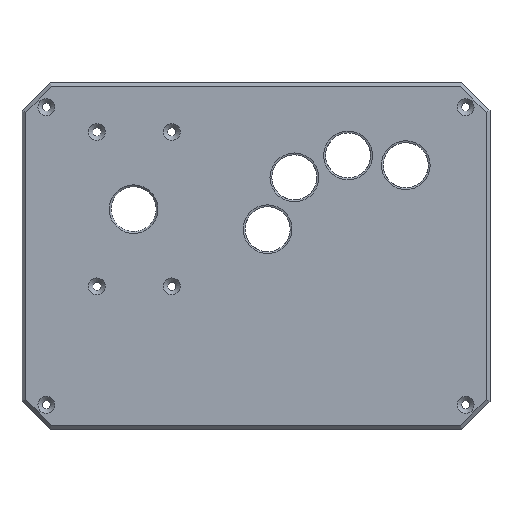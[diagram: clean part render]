
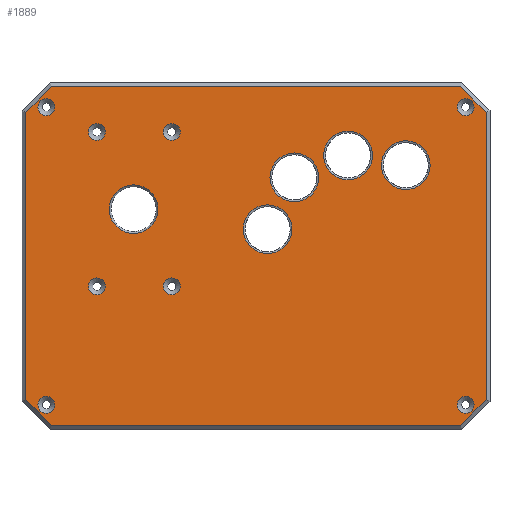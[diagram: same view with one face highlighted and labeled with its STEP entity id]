
A CAD part, top view. The second image highlights one B-rep face of the part: STEP entity #1889.
In plain terms, the highlighted planar face has unit normal (0, 0, 1).
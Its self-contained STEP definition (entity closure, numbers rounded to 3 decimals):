
#109=FACE_BOUND('',#417,.T.);
#110=FACE_BOUND('',#418,.T.);
#111=FACE_BOUND('',#419,.T.);
#112=FACE_BOUND('',#420,.T.);
#113=FACE_BOUND('',#421,.T.);
#114=FACE_BOUND('',#422,.T.);
#115=FACE_BOUND('',#423,.T.);
#116=FACE_BOUND('',#424,.T.);
#117=FACE_BOUND('',#425,.T.);
#118=FACE_BOUND('',#426,.T.);
#119=FACE_BOUND('',#427,.T.);
#120=FACE_BOUND('',#428,.T.);
#121=FACE_BOUND('',#429,.T.);
#166=CIRCLE('',#2043,13.);
#170=CIRCLE('',#2049,4.5);
#171=CIRCLE('',#2050,4.5);
#172=CIRCLE('',#2051,4.5);
#173=CIRCLE('',#2052,4.5);
#174=CIRCLE('',#2053,13.025);
#175=CIRCLE('',#2054,13.025);
#176=CIRCLE('',#2055,13.025);
#177=CIRCLE('',#2056,13.025);
#178=CIRCLE('',#2057,4.5);
#179=CIRCLE('',#2058,4.5);
#180=CIRCLE('',#2059,4.5);
#181=CIRCLE('',#2060,4.5);
#282=FACE_OUTER_BOUND('',#416,.T.);
#416=EDGE_LOOP('',(#1409,#1410,#1411,#1412,#1413,#1414,#1415,#1416));
#417=EDGE_LOOP('',(#1417));
#418=EDGE_LOOP('',(#1418));
#419=EDGE_LOOP('',(#1419));
#420=EDGE_LOOP('',(#1420));
#421=EDGE_LOOP('',(#1421));
#422=EDGE_LOOP('',(#1422));
#423=EDGE_LOOP('',(#1423));
#424=EDGE_LOOP('',(#1424));
#425=EDGE_LOOP('',(#1425));
#426=EDGE_LOOP('',(#1426));
#427=EDGE_LOOP('',(#1427));
#428=EDGE_LOOP('',(#1428));
#429=EDGE_LOOP('',(#1429));
#578=LINE('',#3034,#727);
#579=LINE('',#3036,#728);
#580=LINE('',#3038,#729);
#581=LINE('',#3040,#730);
#582=LINE('',#3042,#731);
#583=LINE('',#3044,#732);
#584=LINE('',#3046,#733);
#585=LINE('',#3047,#734);
#727=VECTOR('',#2411,10.);
#728=VECTOR('',#2412,10.);
#729=VECTOR('',#2413,10.);
#730=VECTOR('',#2414,10.);
#731=VECTOR('',#2415,10.);
#732=VECTOR('',#2416,10.);
#733=VECTOR('',#2417,10.);
#734=VECTOR('',#2418,10.);
#888=VERTEX_POINT('',#3020);
#892=VERTEX_POINT('',#3032);
#893=VERTEX_POINT('',#3033);
#894=VERTEX_POINT('',#3035);
#895=VERTEX_POINT('',#3037);
#896=VERTEX_POINT('',#3039);
#897=VERTEX_POINT('',#3041);
#898=VERTEX_POINT('',#3043);
#899=VERTEX_POINT('',#3045);
#900=VERTEX_POINT('',#3048);
#901=VERTEX_POINT('',#3050);
#902=VERTEX_POINT('',#3052);
#903=VERTEX_POINT('',#3054);
#904=VERTEX_POINT('',#3056);
#905=VERTEX_POINT('',#3058);
#906=VERTEX_POINT('',#3060);
#907=VERTEX_POINT('',#3062);
#908=VERTEX_POINT('',#3064);
#909=VERTEX_POINT('',#3066);
#910=VERTEX_POINT('',#3068);
#911=VERTEX_POINT('',#3070);
#1076=EDGE_CURVE('',#888,#888,#166,.T.);
#1082=EDGE_CURVE('',#892,#893,#578,.T.);
#1083=EDGE_CURVE('',#894,#892,#579,.T.);
#1084=EDGE_CURVE('',#895,#894,#580,.T.);
#1085=EDGE_CURVE('',#896,#895,#581,.T.);
#1086=EDGE_CURVE('',#897,#896,#582,.T.);
#1087=EDGE_CURVE('',#898,#897,#583,.T.);
#1088=EDGE_CURVE('',#899,#898,#584,.T.);
#1089=EDGE_CURVE('',#893,#899,#585,.T.);
#1090=EDGE_CURVE('',#900,#900,#170,.T.);
#1091=EDGE_CURVE('',#901,#901,#171,.T.);
#1092=EDGE_CURVE('',#902,#902,#172,.T.);
#1093=EDGE_CURVE('',#903,#903,#173,.T.);
#1094=EDGE_CURVE('',#904,#904,#174,.T.);
#1095=EDGE_CURVE('',#905,#905,#175,.T.);
#1096=EDGE_CURVE('',#906,#906,#176,.T.);
#1097=EDGE_CURVE('',#907,#907,#177,.T.);
#1098=EDGE_CURVE('',#908,#908,#178,.T.);
#1099=EDGE_CURVE('',#909,#909,#179,.T.);
#1100=EDGE_CURVE('',#910,#910,#180,.T.);
#1101=EDGE_CURVE('',#911,#911,#181,.T.);
#1409=ORIENTED_EDGE('',*,*,#1082,.F.);
#1410=ORIENTED_EDGE('',*,*,#1083,.F.);
#1411=ORIENTED_EDGE('',*,*,#1084,.F.);
#1412=ORIENTED_EDGE('',*,*,#1085,.F.);
#1413=ORIENTED_EDGE('',*,*,#1086,.F.);
#1414=ORIENTED_EDGE('',*,*,#1087,.F.);
#1415=ORIENTED_EDGE('',*,*,#1088,.F.);
#1416=ORIENTED_EDGE('',*,*,#1089,.F.);
#1417=ORIENTED_EDGE('',*,*,#1090,.F.);
#1418=ORIENTED_EDGE('',*,*,#1091,.F.);
#1419=ORIENTED_EDGE('',*,*,#1092,.F.);
#1420=ORIENTED_EDGE('',*,*,#1093,.F.);
#1421=ORIENTED_EDGE('',*,*,#1094,.F.);
#1422=ORIENTED_EDGE('',*,*,#1095,.F.);
#1423=ORIENTED_EDGE('',*,*,#1096,.F.);
#1424=ORIENTED_EDGE('',*,*,#1097,.F.);
#1425=ORIENTED_EDGE('',*,*,#1098,.F.);
#1426=ORIENTED_EDGE('',*,*,#1099,.F.);
#1427=ORIENTED_EDGE('',*,*,#1100,.F.);
#1428=ORIENTED_EDGE('',*,*,#1101,.F.);
#1429=ORIENTED_EDGE('',*,*,#1076,.F.);
#1833=PLANE('',#2048);
#1889=ADVANCED_FACE('',(#282,#109,#110,#111,#112,#113,#114,#115,#116,#117,
#118,#119,#120,#121),#1833,.T.);
#2043=AXIS2_PLACEMENT_3D('',#3021,#2397,#2398);
#2048=AXIS2_PLACEMENT_3D('',#3031,#2409,#2410);
#2049=AXIS2_PLACEMENT_3D('',#3049,#2419,#2420);
#2050=AXIS2_PLACEMENT_3D('',#3051,#2421,#2422);
#2051=AXIS2_PLACEMENT_3D('',#3053,#2423,#2424);
#2052=AXIS2_PLACEMENT_3D('',#3055,#2425,#2426);
#2053=AXIS2_PLACEMENT_3D('',#3057,#2427,#2428);
#2054=AXIS2_PLACEMENT_3D('',#3059,#2429,#2430);
#2055=AXIS2_PLACEMENT_3D('',#3061,#2431,#2432);
#2056=AXIS2_PLACEMENT_3D('',#3063,#2433,#2434);
#2057=AXIS2_PLACEMENT_3D('',#3065,#2435,#2436);
#2058=AXIS2_PLACEMENT_3D('',#3067,#2437,#2438);
#2059=AXIS2_PLACEMENT_3D('',#3069,#2439,#2440);
#2060=AXIS2_PLACEMENT_3D('',#3071,#2441,#2442);
#2397=DIRECTION('center_axis',(0.,0.,1.));
#2398=DIRECTION('ref_axis',(-1.,0.,0.));
#2409=DIRECTION('center_axis',(0.,0.,1.));
#2410=DIRECTION('ref_axis',(1.,0.,0.));
#2411=DIRECTION('',(0.,-1.,0.));
#2412=DIRECTION('',(0.707,-0.707,0.));
#2413=DIRECTION('',(1.,0.,0.));
#2414=DIRECTION('',(0.707,0.707,0.));
#2415=DIRECTION('',(0.,1.,0.));
#2416=DIRECTION('',(-0.707,0.707,0.));
#2417=DIRECTION('',(-1.,0.,0.));
#2418=DIRECTION('',(-0.707,-0.707,0.));
#2419=DIRECTION('center_axis',(0.,0.,1.));
#2420=DIRECTION('ref_axis',(1.,0.,0.));
#2421=DIRECTION('center_axis',(0.,0.,1.));
#2422=DIRECTION('ref_axis',(1.,0.,0.));
#2423=DIRECTION('center_axis',(0.,0.,1.));
#2424=DIRECTION('ref_axis',(-1.,0.,0.));
#2425=DIRECTION('center_axis',(0.,0.,1.));
#2426=DIRECTION('ref_axis',(-1.,0.,0.));
#2427=DIRECTION('center_axis',(0.,0.,1.));
#2428=DIRECTION('ref_axis',(-1.,0.,0.));
#2429=DIRECTION('center_axis',(0.,0.,1.));
#2430=DIRECTION('ref_axis',(-1.,0.,0.));
#2431=DIRECTION('center_axis',(0.,0.,1.));
#2432=DIRECTION('ref_axis',(-1.,0.,0.));
#2433=DIRECTION('center_axis',(0.,0.,1.));
#2434=DIRECTION('ref_axis',(-1.,0.,0.));
#2435=DIRECTION('center_axis',(0.,0.,1.));
#2436=DIRECTION('ref_axis',(-1.,0.,0.));
#2437=DIRECTION('center_axis',(0.,0.,1.));
#2438=DIRECTION('ref_axis',(-1.,0.,0.));
#2439=DIRECTION('center_axis',(0.,0.,1.));
#2440=DIRECTION('ref_axis',(1.,0.,0.));
#2441=DIRECTION('center_axis',(0.,0.,1.));
#2442=DIRECTION('ref_axis',(1.,0.,0.));
#3020=CARTESIAN_POINT('',(-52.353,25.,45.));
#3021=CARTESIAN_POINT('Origin',(-65.353,25.,45.));
#3031=CARTESIAN_POINT('Origin',(0.,0.,45.));
#3032=CARTESIAN_POINT('',(123.,76.672,45.));
#3033=CARTESIAN_POINT('',(123.,-76.672,45.));
#3034=CARTESIAN_POINT('',(123.,-46.25,45.));
#3035=CARTESIAN_POINT('',(109.172,90.5,45.));
#3036=CARTESIAN_POINT('',(107.961,91.711,45.));
#3037=CARTESIAN_POINT('',(-109.172,90.5,45.));
#3038=CARTESIAN_POINT('',(62.5,90.5,45.));
#3039=CARTESIAN_POINT('',(-123.,76.672,45.));
#3040=CARTESIAN_POINT('',(-107.961,91.711,45.));
#3041=CARTESIAN_POINT('',(-123.,-76.672,45.));
#3042=CARTESIAN_POINT('',(-123.,46.25,45.));
#3043=CARTESIAN_POINT('',(-109.172,-90.5,45.));
#3044=CARTESIAN_POINT('',(-107.961,-91.711,45.));
#3045=CARTESIAN_POINT('',(109.172,-90.5,45.));
#3046=CARTESIAN_POINT('',(-62.5,-90.5,45.));
#3047=CARTESIAN_POINT('',(107.961,-91.711,45.));
#3048=CARTESIAN_POINT('',(-89.5,66.25,45.));
#3049=CARTESIAN_POINT('Origin',(-85.,66.25,45.));
#3050=CARTESIAN_POINT('',(-49.5,-16.25,45.));
#3051=CARTESIAN_POINT('Origin',(-45.,-16.25,45.));
#3052=CARTESIAN_POINT('',(116.5,-79.5,45.));
#3053=CARTESIAN_POINT('Origin',(112.,-79.5,45.));
#3054=CARTESIAN_POINT('',(-107.5,79.5,45.));
#3055=CARTESIAN_POINT('Origin',(-112.,79.5,45.));
#3056=CARTESIAN_POINT('',(93.025,48.5,45.));
#3057=CARTESIAN_POINT('Origin',(80.,48.5,45.));
#3058=CARTESIAN_POINT('',(33.525,42.,45.));
#3059=CARTESIAN_POINT('Origin',(20.5,42.,45.));
#3060=CARTESIAN_POINT('',(19.225,14.3,45.));
#3061=CARTESIAN_POINT('Origin',(6.2,14.3,45.));
#3062=CARTESIAN_POINT('',(62.225,53.7,45.));
#3063=CARTESIAN_POINT('Origin',(49.2,53.7,45.));
#3064=CARTESIAN_POINT('',(-107.5,-79.5,45.));
#3065=CARTESIAN_POINT('Origin',(-112.,-79.5,45.));
#3066=CARTESIAN_POINT('',(116.5,79.5,45.));
#3067=CARTESIAN_POINT('Origin',(112.,79.5,45.));
#3068=CARTESIAN_POINT('',(-49.5,66.25,45.));
#3069=CARTESIAN_POINT('Origin',(-45.,66.25,45.));
#3070=CARTESIAN_POINT('',(-89.5,-16.25,45.));
#3071=CARTESIAN_POINT('Origin',(-85.,-16.25,45.));
